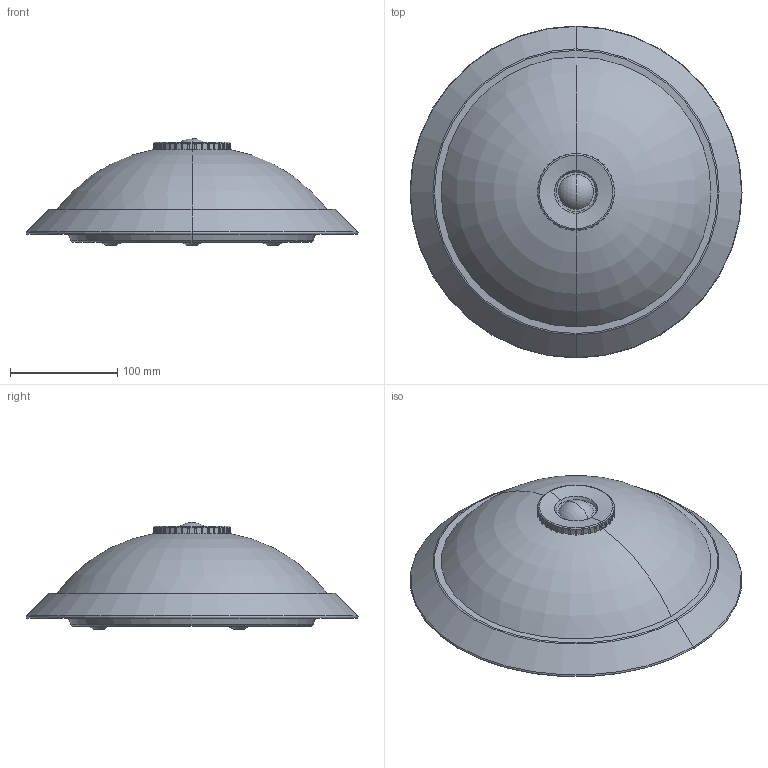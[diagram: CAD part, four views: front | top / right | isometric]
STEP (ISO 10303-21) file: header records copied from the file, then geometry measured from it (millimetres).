
FILE_DESCRIPTION (( 'STEP AP214' ), '1' );
FILE_NAME ('LNPO0-3235D-2-025-K01 Ñâåòèëüíèê ÍÏÎ3235Ä áåëûé 2õ25 ñ äàò÷èêîì äâèæåíèÿ ÈÝÊ.STEP', '2017-06-28T07:37:50', ( '' ), ( '' ), 'SwSTEP 2.0', 'SolidWorks 2014', '' );
FILE_SCHEMA (( 'AUTOMOTIVE_DESIGN' ));
Length unit declared in the file: millimetre
Products named in the file (1): LNPO0-3235D-2-025-K01 Ñâåòèëüíèê ÍÏÎ3235Ä áåëûé 2õ25 ñ äàò÷èêîì äâèæåíèÿ ÈÝÊ
Bounding box: 310 x 310 x 100 mm (x, y, z)
Volume: 3063376.8 mm3; surface area: 199115.9 mm2
Topology: 1 solids, 1 shells, 217 faces, 586 edges, 381 vertices
Faces by surface type: plane 119, cylinder 46, torus 32, cone 18, sphere 2
Entity records: 7004 total; most frequent: CARTESIAN_POINT 1401, DIRECTION 1220, ORIENTED_EDGE 1172, EDGE_CURVE 586, AXIS2_PLACEMENT_3D 488, VERTEX_POINT 381, CIRCLE 270, LINE 244
